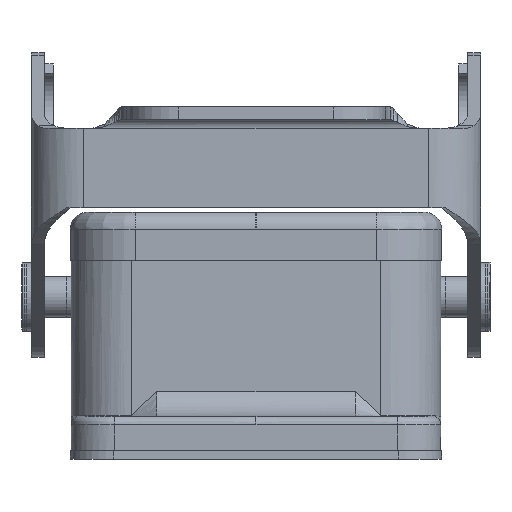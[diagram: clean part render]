
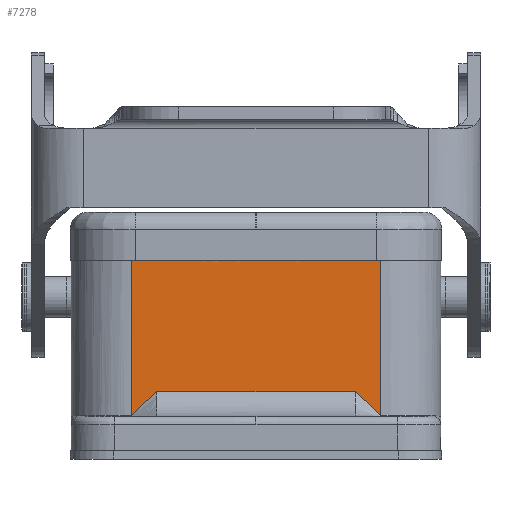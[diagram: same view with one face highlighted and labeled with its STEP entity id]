
A CAD part, left-side view. The second image highlights one B-rep face of the part: STEP entity #7278.
In plain terms, the highlighted planar face has unit normal (-1, 0, 0).
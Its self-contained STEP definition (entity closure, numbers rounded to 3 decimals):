
#6430=FACE_OUTER_BOUND('',#9007,.T.);
#7278=ADVANCED_FACE('',(#6430),#8087,.T.);
#8087=PLANE('',#22453);
#9007=EDGE_LOOP('',(#14564,#14565,#14566,#14567));
#10280=LINE('',#27522,#11553);
#10604=LINE('',#29585,#11877);
#10607=LINE('',#29745,#11880);
#10608=LINE('',#29749,#11881);
#11553=VECTOR('',#23628,1.);
#11877=VECTOR('',#24346,1.);
#11880=VECTOR('',#24369,1.);
#11881=VECTOR('',#24374,1.);
#14564=ORIENTED_EDGE('',*,*,#20257,.F.);
#14565=ORIENTED_EDGE('',*,*,#20255,.F.);
#14566=ORIENTED_EDGE('',*,*,#19698,.F.);
#14567=ORIENTED_EDGE('',*,*,#20235,.F.);
#18090=VERTEX_POINT('',#27521);
#18091=VERTEX_POINT('',#27523);
#18452=VERTEX_POINT('',#29584);
#18464=VERTEX_POINT('',#29746);
#19698=EDGE_CURVE('',#18090,#18091,#10280,.T.);
#20235=EDGE_CURVE('',#18452,#18090,#10604,.T.);
#20255=EDGE_CURVE('',#18091,#18464,#10607,.T.);
#20257=EDGE_CURVE('',#18464,#18452,#10608,.T.);
#22453=AXIS2_PLACEMENT_3D('',#29750,#24375,#24376);
#23628=DIRECTION('',(0.,-1.,0.));
#24346=DIRECTION('',(0.,0.,1.));
#24369=DIRECTION('',(0.,0.,-1.));
#24374=DIRECTION('',(0.,1.,0.));
#24375=DIRECTION('',(-1.,0.,0.));
#24376=DIRECTION('',(0.,1.,0.));
#27521=CARTESIAN_POINT('',(-39.651,14.4,-2.249));
#27522=CARTESIAN_POINT('',(-39.651,14.4,-2.249));
#27523=CARTESIAN_POINT('',(-39.651,-14.4,-2.249));
#29584=CARTESIAN_POINT('',(-39.651,14.4,-20.249));
#29585=CARTESIAN_POINT('',(-39.651,14.4,-20.149));
#29745=CARTESIAN_POINT('',(-39.651,-14.4,-2.249));
#29746=CARTESIAN_POINT('',(-39.651,-14.4,-20.249));
#29749=CARTESIAN_POINT('',(-39.651,-14.801,-20.249));
#29750=CARTESIAN_POINT('',(-39.651,-14.801,-2.149));
